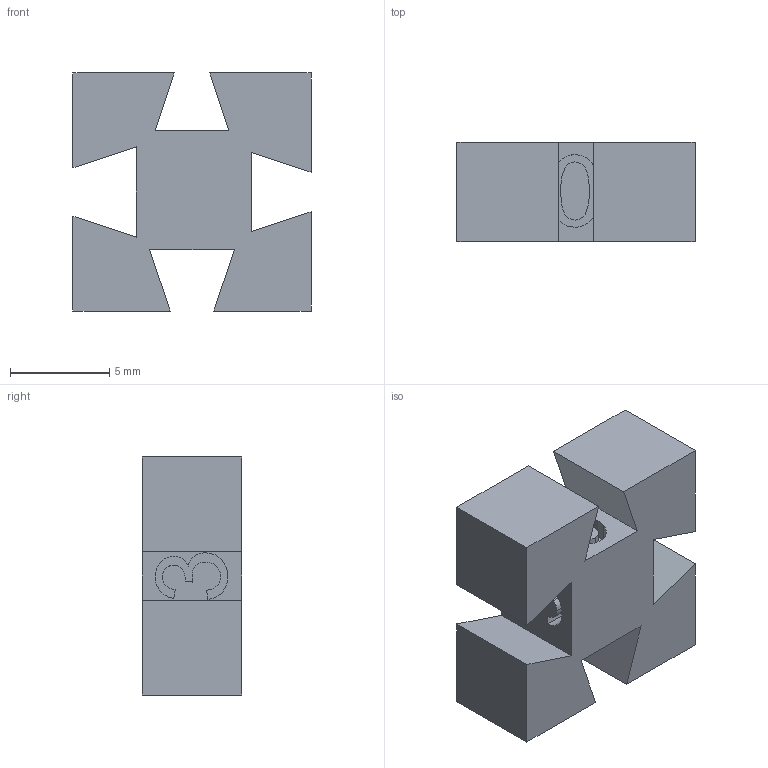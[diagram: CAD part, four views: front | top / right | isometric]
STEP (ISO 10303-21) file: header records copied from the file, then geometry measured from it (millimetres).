
FILE_DESCRIPTION(/* description */ (''),/* implementation_level */ '2;1');
FILE_NAME(/* name */ '7ee35d3a-583c-4b8b-9e1e-34e1e273c7a5.stp',/* time_stamp */ '2019-01-08T14:39:19+00:00',/* author */ (''),/* organization */ (''),/* preprocessor_version */ 'ST-DEVELOPER v17.2',/* originating_system */ 'Autodesk Translation Framework v7.6.0.251',/* authorisation */ '');
FILE_SCHEMA (('AUTOMOTIVE_DESIGN { 1 0 10303 214 3 1 1 }'));
Length unit declared in the file: millimetre
Products named in the file (1): dovetail test cube female
Bounding box: 12 x 5 x 12 mm (x, y, z)
Volume: 516.9 mm3; surface area: 681.4 mm2
Topology: 1 solids, 1 shells, 108 faces, 303 edges, 202 vertices
Faces by surface type: bspline 69, plane 39
Entity records: 4130 total; most frequent: CARTESIAN_POINT 1787, ORIENTED_EDGE 606, EDGE_CURVE 303, DIRECTION 245, VERTEX_POINT 202, LINE 165, VECTOR 165, B_SPLINE_CURVE_WITH_KNOTS 138
